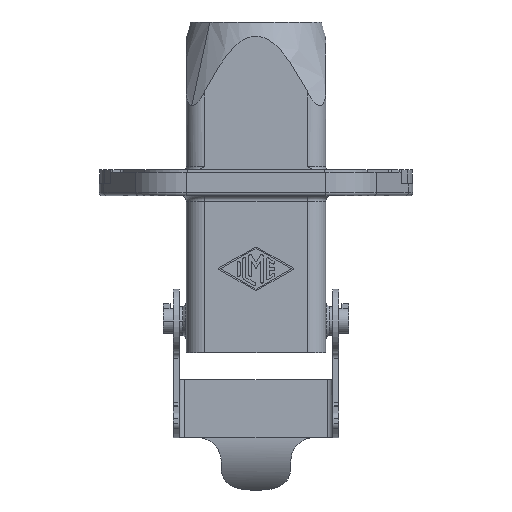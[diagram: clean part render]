
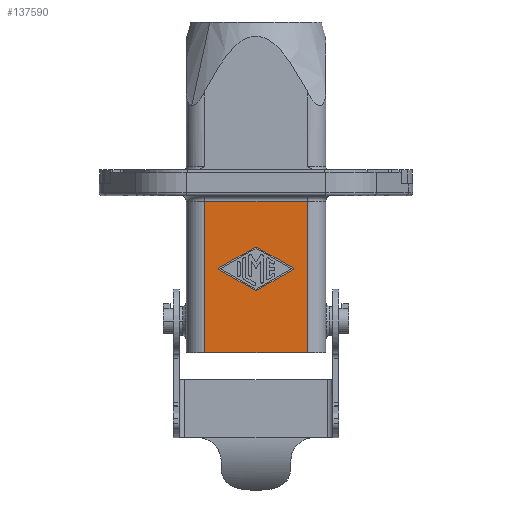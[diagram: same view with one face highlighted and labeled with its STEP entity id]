
A CAD part, front view. The second image highlights one B-rep face of the part: STEP entity #137590.
In plain terms, the highlighted planar face has unit normal (0, -1, 0).
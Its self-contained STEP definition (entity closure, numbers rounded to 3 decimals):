
#39500=CARTESIAN_POINT('',(-39.952,28.359,55.082)
);
#39510=DIRECTION('',(0.,-1.,0.));
#39520=DIRECTION('',(1.,0.,0.));
#39530=AXIS2_PLACEMENT_3D('',#39500,#39510,#39520);
#39540=PLANE('',#39530);
#48670=CARTESIAN_POINT('',(51.266,28.359,26.1));
#48680=VERTEX_POINT('',#48670);
#48880=CARTESIAN_POINT('',(0.,28.359,26.1));
#48890=DIRECTION('',(-1.,0.,0.));
#48900=VECTOR('',#48890,1.);
#48910=LINE('',#48880,#48900);
#48920=CARTESIAN_POINT('',(33.666,28.359,26.1));
#48930=VERTEX_POINT('',#48920);
#48940=EDGE_CURVE('',#48680,#48930,#48910,.T.);
#72860=CARTESIAN_POINT('',(33.666,28.359,0.));
#72870=VERTEX_POINT('',#72860);
#72900=CARTESIAN_POINT('',(0.,28.359,0.));
#72910=DIRECTION('',(-1.,0.,0.));
#72920=VECTOR('',#72910,1.);
#72930=LINE('',#72900,#72920);
#72940=CARTESIAN_POINT('',(51.266,28.359,0.));
#72950=VERTEX_POINT('',#72940);
#72960=EDGE_CURVE('',#72950,#72870,#72930,.T.);
#74160=CARTESIAN_POINT('',(51.266,28.359,0.));
#74170=DIRECTION('',(0.,0.,1.));
#74180=VECTOR('',#74170,1.);
#74190=LINE('',#74160,#74180);
#83430=CARTESIAN_POINT('',(33.666,28.359,0.));
#83440=DIRECTION('',(0.,0.,-1.));
#83450=VECTOR('',#83440,1.);
#83460=LINE('',#83430,#83450);
#83550=EDGE_CURVE('',#72950,#48680,#74190,.T.);
#88110=EDGE_CURVE('',#48930,#72870,#83460,.T.);
#136830=ORIENTED_EDGE('',*,*,#48940,.T.);
#136840=ORIENTED_EDGE('',*,*,#83550,.T.);
#136850=ORIENTED_EDGE('',*,*,#72960,.F.);
#136860=ORIENTED_EDGE('',*,*,#88110,.T.);
#136870=EDGE_LOOP('',(#136860,#136850,#136840,#136830));
#136880=FACE_OUTER_BOUND('',#136870,.T.);
#136890=CARTESIAN_POINT('',(42.466,28.359,11.));
#136900=DIRECTION('',(0.,-1.,0.));
#136910=DIRECTION('',(1.,0.,0.));
#136920=AXIS2_PLACEMENT_3D('',#136890,#136900,#136910);
#136930=CIRCLE('',#136920,0.25);
#136940=CARTESIAN_POINT('',(42.342,28.359,10.783)
);
#136950=VERTEX_POINT('',#136940);
#136960=CARTESIAN_POINT('',(42.59,28.359,10.783)
);
#136970=VERTEX_POINT('',#136960);
#136980=EDGE_CURVE('',#136950,#136970,#136930,.T.);
#136990=ORIENTED_EDGE('',*,*,#136980,.F.);
#137000=CARTESIAN_POINT('',(0.,28.359,-13.561));
#137010=DIRECTION('',(0.868,0.,
0.496));
#137020=VECTOR('',#137010,1.);
#137030=LINE('',#137000,#137020);
#137040=CARTESIAN_POINT('',(48.903,28.359,14.391)
);
#137050=VERTEX_POINT('',#137040);
#137060=EDGE_CURVE('',#136970,#137050,#137030,.T.);
#137070=ORIENTED_EDGE('',*,*,#137060,.F.);
#137080=CARTESIAN_POINT('',(48.841,28.359,14.5));
#137090=DIRECTION('',(0.,-1.,0.));
#137100=DIRECTION('',(1.,0.,0.));
#137110=AXIS2_PLACEMENT_3D('',#137080,#137090,#137100);
#137120=CIRCLE('',#137110,0.125);
#137130=CARTESIAN_POINT('',(48.903,28.359,14.609)
);
#137140=VERTEX_POINT('',#137130);
#137150=EDGE_CURVE('',#137050,#137140,#137120,.T.);
#137160=ORIENTED_EDGE('',*,*,#137150,.F.);
#137170=CARTESIAN_POINT('',(0.,28.359,42.561));
#137180=DIRECTION('',(-0.868,0.,
0.496));
#137190=VECTOR('',#137180,1.);
#137200=LINE('',#137170,#137190);
#137210=CARTESIAN_POINT('',(42.59,28.359,18.217)
);
#137220=VERTEX_POINT('',#137210);
#137230=EDGE_CURVE('',#137140,#137220,#137200,.T.);
#137240=ORIENTED_EDGE('',*,*,#137230,.F.);
#137250=CARTESIAN_POINT('',(42.466,28.359,18.));
#137260=DIRECTION('',(0.,-1.,0.));
#137270=DIRECTION('',(1.,0.,0.));
#137280=AXIS2_PLACEMENT_3D('',#137250,#137260,#137270);
#137290=CIRCLE('',#137280,0.25);
#137300=CARTESIAN_POINT('',(42.342,28.359,18.217)
);
#137310=VERTEX_POINT('',#137300);
#137320=EDGE_CURVE('',#137220,#137310,#137290,.T.);
#137330=ORIENTED_EDGE('',*,*,#137320,.F.);
#137340=CARTESIAN_POINT('',(0.,28.359,-5.985));
#137350=DIRECTION('',(-0.868,0.,
-0.496));
#137360=VECTOR('',#137350,1.);
#137370=LINE('',#137340,#137360);
#137380=CARTESIAN_POINT('',(36.029,28.359,14.609)
);
#137390=VERTEX_POINT('',#137380);
#137400=EDGE_CURVE('',#137310,#137390,#137370,.T.);
#137410=ORIENTED_EDGE('',*,*,#137400,.F.);
#137420=CARTESIAN_POINT('',(36.091,28.359,14.5));
#137430=DIRECTION('',(0.,-1.,0.));
#137440=DIRECTION('',(1.,0.,0.));
#137450=AXIS2_PLACEMENT_3D('',#137420,#137430,#137440);
#137460=CIRCLE('',#137450,0.125);
#137470=CARTESIAN_POINT('',(36.029,28.359,14.391)
);
#137480=VERTEX_POINT('',#137470);
#137490=EDGE_CURVE('',#137390,#137480,#137460,.T.);
#137500=ORIENTED_EDGE('',*,*,#137490,.F.);
#137510=CARTESIAN_POINT('',(0.,28.359,34.985));
#137520=DIRECTION('',(0.868,0.,
-0.496));
#137530=VECTOR('',#137520,1.);
#137540=LINE('',#137510,#137530);
#137550=EDGE_CURVE('',#137480,#136950,#137540,.T.);
#137560=ORIENTED_EDGE('',*,*,#137550,.F.);
#137570=EDGE_LOOP('',(#137560,#137500,#137410,#137330,#137240,#137160,
#137070,#136990));
#137580=FACE_BOUND('',#137570,.T.);
#137590=ADVANCED_FACE('',(#136880,#137580),#39540,.T.);
